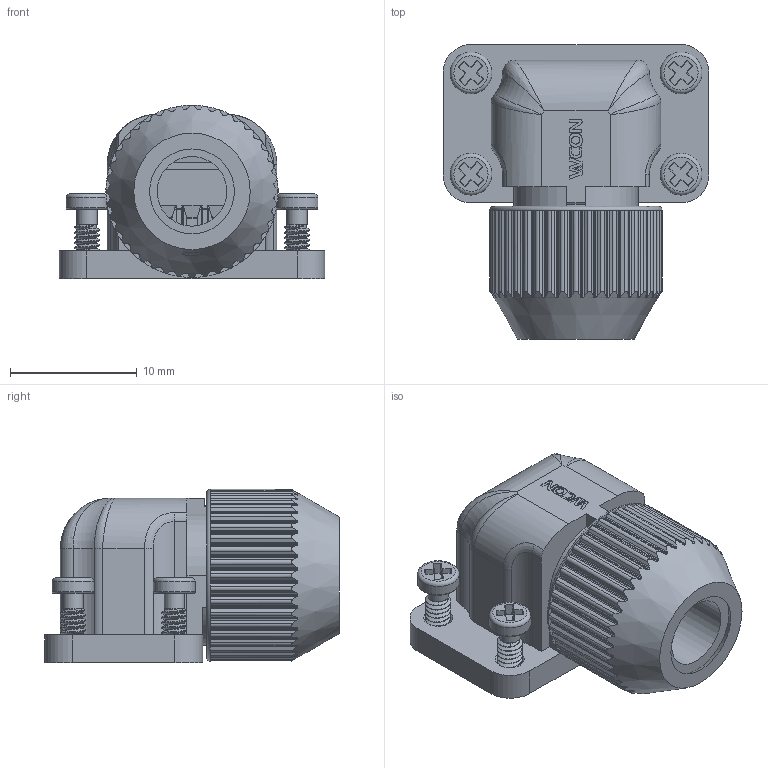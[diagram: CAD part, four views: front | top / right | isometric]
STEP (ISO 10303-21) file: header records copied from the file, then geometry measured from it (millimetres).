
FILE_DESCRIPTION( ('This file contains a STEP AP42 implementation' ,'as created by ZW3D STEP Interface translator.') ,'2;1' );
FILE_NAME( 'MJE06E-2007XX02(W).stp' ,'231225.141659', (''), ('ZWCAD Software Co.'), 'Version 1.0', 'ZW3D to STEP translator', '' );
FILE_SCHEMA(('AUTOMOTIVE_DESIGN { 1 0 10303 214 1 1 1 1 }'));
Length unit declared in the file: millimetre
Products named in the file (2): 0; MJE06E-2007XX02(W).stpWZH001
Bounding box: 21 x 23.3 x 13.7 mm (x, y, z)
Volume: 2065.3 mm3; surface area: 4336.8 mm2
Topology: 1 solids, 1 shells, 1736 faces, 5039 edges, 3298 vertices
Faces by surface type: plane 998, cylinder 591, bspline 112, cone 24, torus 11
Full cylindrical faces by diameter (mm): 1.474 x40, 1.6 x4, 1.7 x8, 2 x8, 3.3 x4, 5.5 x1, 7.15 x1, 9 x1, 9.1 x1, 11.051 x5, 11.188 x1, 12.062 x7
Entity records: 65589 total; most frequent: CARTESIAN_POINT 19628, ORIENTED_EDGE 10070, DIRECTION 8231, EDGE_CURVE 5033, VECTOR 3311, LINE 3311, VERTEX_POINT 3298, AXIS2_PLACEMENT_3D 2460
